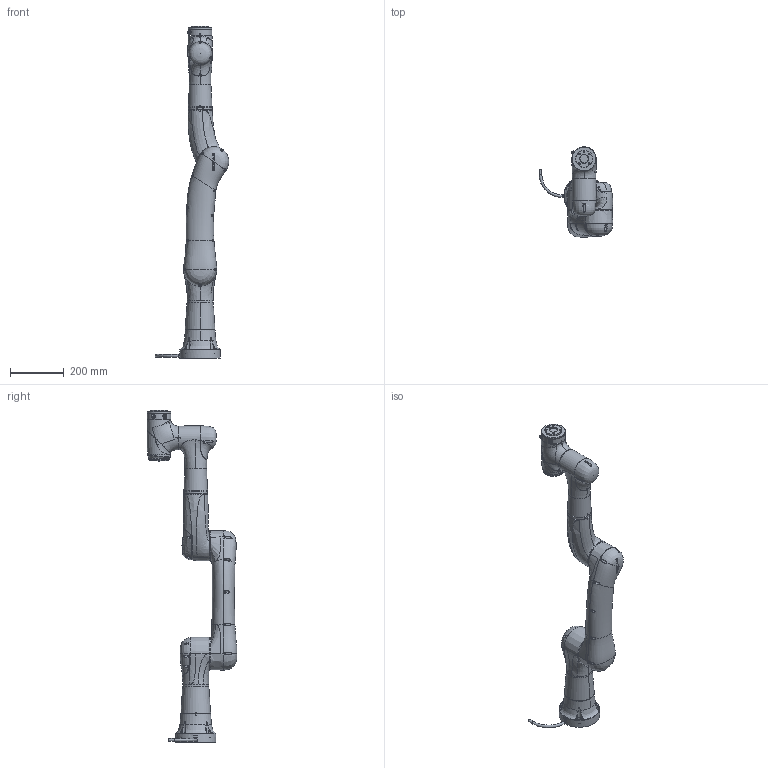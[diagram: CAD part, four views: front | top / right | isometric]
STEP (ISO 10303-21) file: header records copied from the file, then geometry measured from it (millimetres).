
FILE_DESCRIPTION(/* description */ (''),/* implementation_level */ '2;1');
FILE_NAME(/* name */ 'XMS4C-R800 简化模型(20221221).stp',/* time_stamp */ '2022-12-30T14:46:36+08:00',/* author */ (''),/* organization */ (''),/* preprocessor_version */ 'ST-DEVELOPER v16',/* originating_system */ 'SIEMENS PLM Software NX 10.0',/* authorisation */ '');
FILE_SCHEMA (('CONFIG_CONTROL_DESIGN'));
Products named in the file (8): XMS4C-base-B; XMS4C-yao-B; XMS4C-shuchu-B; XMS4C-shouwan-B; XMS4C-xiaobihou-B; XMS4C-xiaobiqian-B; XMS4C-dabi-B; XMS4C-R800 简化模型(20221221)
Assembly tree (7 placements, depth 2):
  XMS4C-R800 简化模型(20221221)
    XMS4C-dabi-B
    XMS4C-xiaobiqian-B
    XMS4C-xiaobihou-B
    XMS4C-shouwan-B
    XMS4C-shuchu-B
    XMS4C-yao-B
    XMS4C-base-B
Bounding box: 272.72 x 333.65 x 1231.5 mm (x, y, z)
Volume: 12499469.2 mm3; surface area: 716615.4 mm2
Topology: 7 solids, 12 shells, 2002 faces, 5182 edges, 3283 vertices
Faces by surface type: plane 869, bspline 513, cylinder 317, cone 111, torus 101, sphere 52, revolution 35, extrusion 4
Full cylindrical faces by diameter (mm): 0.448 x5, 0.598 x5, 0.627 x1, 4.7 x4, 5 x4, 5.5 x6, 5.6 x8, 6 x1, 6.3 x6, 8 x1, 8.072 x1, 8.4 x4, 8.617 x1, 9.4 x5, 10 x4, 12.3 x1, 14 x1, 14.2 x1, 15 x4, 16.5 x1, 17 x1, 22 x2, 31.5 x1, 60 x6, 63 x1, 80 x2, 88 x2, 88.6 x1, 90 x2, 100 x2
Entity records: 159614 total; most frequent: CARTESIAN_POINT 115827, ORIENTED_EDGE 9726, DIRECTION 7411, EDGE_CURVE 4863, VERTEX_POINT 3188, AXIS2_PLACEMENT_3D 2873, EDGE_LOOP 2296, ADVANCED_FACE 1997
